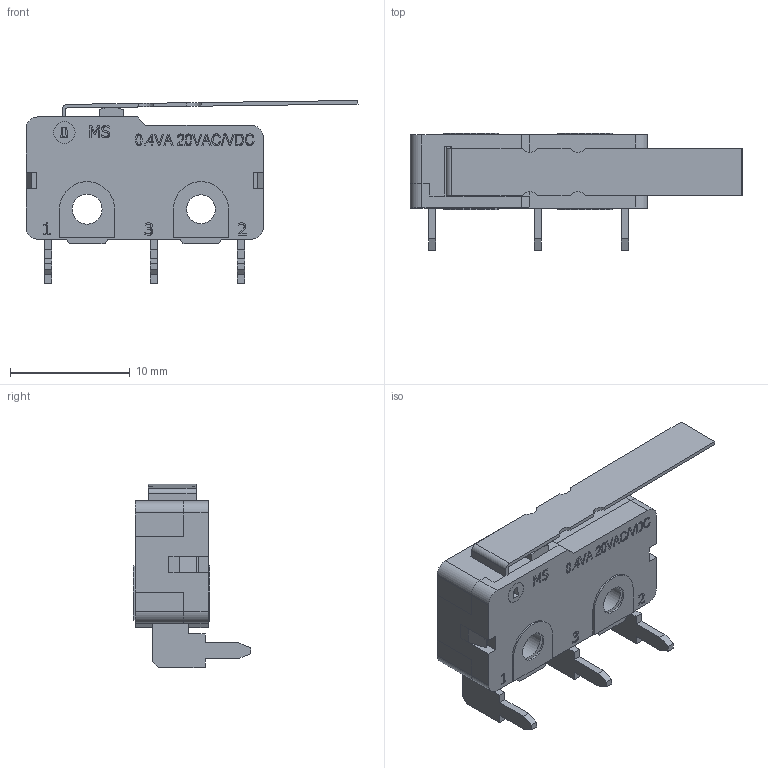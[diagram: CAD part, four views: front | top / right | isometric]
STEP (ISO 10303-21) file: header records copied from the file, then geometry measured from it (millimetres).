
FILE_DESCRIPTION(/* description */ (''),/* implementation_level */ '2;1');
FILE_NAME(/* name */ 'MS085R103FxxxV2A.stp',/* time_stamp */ '2025-05-27T12:11:43-05:00',/* author */ ('mroman'),/* organization */ (''),/* preprocessor_version */ 'ST-DEVELOPER v18.1',/* originating_system */ 'Autodesk Inventor 2022',/* authorisation */ '');
FILE_SCHEMA (('AUTOMOTIVE_DESIGN { 1 0 10303 214 3 1 1 }'));
Length unit declared in the file: centimetre
Products named in the file (1): MS085R103FxxxV2A
Bounding box: 27.71 x 9.8 x 15.28 mm (x, y, z)
Volume: 839.4 mm3; surface area: 1747.2 mm2
Topology: 1 solids, 3 shells, 675 faces, 1841 edges, 1214 vertices
Faces by surface type: plane 456, bspline 192, cylinder 27
Full cylindrical faces by diameter (mm): 1.8 x1, 2.4 x2, 2.5 x2, 3.7 x2
Entity records: 22017 total; most frequent: CARTESIAN_POINT 6154, ORIENTED_EDGE 3688, DIRECTION 2478, EDGE_CURVE 1844, LINE 1410, VECTOR 1410, VERTEX_POINT 1214, EDGE_LOOP 729
